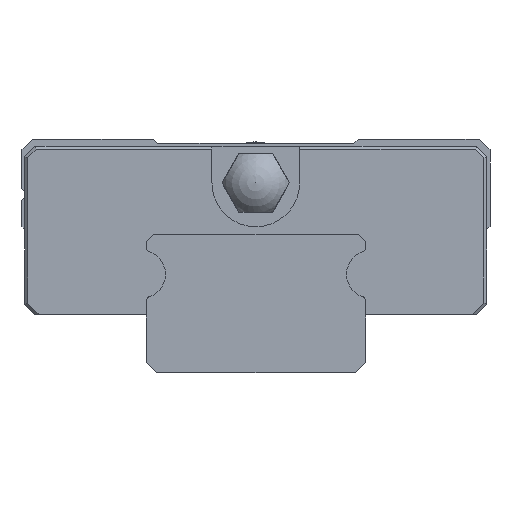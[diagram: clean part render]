
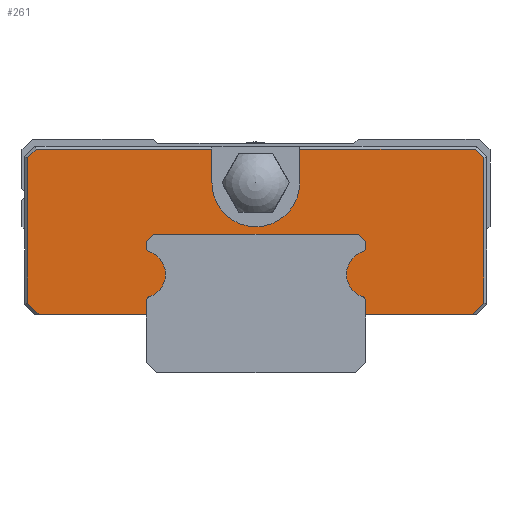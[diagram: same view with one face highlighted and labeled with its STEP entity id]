
A CAD part, front view. The second image highlights one B-rep face of the part: STEP entity #261.
In plain terms, the highlighted planar face has unit normal (0, -1, 0).
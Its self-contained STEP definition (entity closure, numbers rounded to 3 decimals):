
#162=FACE_OUTER_BOUND('',#556,.T.);
#261=ADVANCED_FACE('',(#162),#391,.F.);
#391=PLANE('',#2412);
#556=EDGE_LOOP('',(#909,#910,#911,#912,#913,#914,#915,#916,#917,#918,#919,
#920,#921,#922,#923,#924,#925,#926,#927,#928,#929,#930,#931,#932,#933,#934));
#718=CIRCLE('',#2405,0.3);
#719=CIRCLE('',#2406,1.613);
#720=CIRCLE('',#2407,0.3);
#721=CIRCLE('',#2408,0.3);
#722=CIRCLE('',#2409,1.613);
#723=CIRCLE('',#2410,0.3);
#724=CIRCLE('',#2411,3.);
#909=ORIENTED_EDGE('',*,*,#1619,.T.);
#910=ORIENTED_EDGE('',*,*,#1721,.T.);
#911=ORIENTED_EDGE('',*,*,#1722,.T.);
#912=ORIENTED_EDGE('',*,*,#1723,.F.);
#913=ORIENTED_EDGE('',*,*,#1724,.T.);
#914=ORIENTED_EDGE('',*,*,#1725,.T.);
#915=ORIENTED_EDGE('',*,*,#1726,.T.);
#916=ORIENTED_EDGE('',*,*,#1727,.T.);
#917=ORIENTED_EDGE('',*,*,#1728,.T.);
#918=ORIENTED_EDGE('',*,*,#1729,.T.);
#919=ORIENTED_EDGE('',*,*,#1730,.T.);
#920=ORIENTED_EDGE('',*,*,#1731,.F.);
#921=ORIENTED_EDGE('',*,*,#1732,.T.);
#922=ORIENTED_EDGE('',*,*,#1733,.T.);
#923=ORIENTED_EDGE('',*,*,#1663,.T.);
#924=ORIENTED_EDGE('',*,*,#1734,.T.);
#925=ORIENTED_EDGE('',*,*,#1735,.T.);
#926=ORIENTED_EDGE('',*,*,#1736,.T.);
#927=ORIENTED_EDGE('',*,*,#1737,.T.);
#928=ORIENTED_EDGE('',*,*,#1738,.T.);
#929=ORIENTED_EDGE('',*,*,#1739,.T.);
#930=ORIENTED_EDGE('',*,*,#1740,.T.);
#931=ORIENTED_EDGE('',*,*,#1707,.T.);
#932=ORIENTED_EDGE('',*,*,#1741,.T.);
#933=ORIENTED_EDGE('',*,*,#1742,.T.);
#934=ORIENTED_EDGE('',*,*,#1743,.T.);
#1405=VERTEX_POINT('',#3240);
#1406=VERTEX_POINT('',#3242);
#1447=VERTEX_POINT('',#3332);
#1448=VERTEX_POINT('',#3333);
#1480=VERTEX_POINT('',#3411);
#1482=VERTEX_POINT('',#3415);
#1491=VERTEX_POINT('',#3444);
#1492=VERTEX_POINT('',#3446);
#1493=VERTEX_POINT('',#3448);
#1494=VERTEX_POINT('',#3450);
#1495=VERTEX_POINT('',#3452);
#1496=VERTEX_POINT('',#3454);
#1497=VERTEX_POINT('',#3456);
#1498=VERTEX_POINT('',#3458);
#1499=VERTEX_POINT('',#3460);
#1500=VERTEX_POINT('',#3462);
#1501=VERTEX_POINT('',#3464);
#1502=VERTEX_POINT('',#3466);
#1503=VERTEX_POINT('',#3469);
#1504=VERTEX_POINT('',#3471);
#1505=VERTEX_POINT('',#3473);
#1506=VERTEX_POINT('',#3475);
#1507=VERTEX_POINT('',#3477);
#1508=VERTEX_POINT('',#3479);
#1509=VERTEX_POINT('',#3482);
#1510=VERTEX_POINT('',#3484);
#1619=EDGE_CURVE('',#1406,#1405,#1926,.T.);
#1663=EDGE_CURVE('',#1447,#1448,#1966,.T.);
#1707=EDGE_CURVE('',#1480,#1482,#2003,.T.);
#1721=EDGE_CURVE('',#1405,#1491,#2016,.T.);
#1722=EDGE_CURVE('',#1491,#1492,#718,.T.);
#1723=EDGE_CURVE('',#1493,#1492,#719,.T.);
#1724=EDGE_CURVE('',#1493,#1494,#720,.T.);
#1725=EDGE_CURVE('',#1494,#1495,#2017,.T.);
#1726=EDGE_CURVE('',#1495,#1496,#2018,.T.);
#1727=EDGE_CURVE('',#1496,#1497,#2019,.T.);
#1728=EDGE_CURVE('',#1497,#1498,#2020,.T.);
#1729=EDGE_CURVE('',#1498,#1499,#2021,.T.);
#1730=EDGE_CURVE('',#1499,#1500,#721,.T.);
#1731=EDGE_CURVE('',#1501,#1500,#722,.T.);
#1732=EDGE_CURVE('',#1501,#1502,#723,.T.);
#1733=EDGE_CURVE('',#1502,#1447,#2022,.T.);
#1734=EDGE_CURVE('',#1448,#1503,#2023,.T.);
#1735=EDGE_CURVE('',#1503,#1504,#2024,.T.);
#1736=EDGE_CURVE('',#1504,#1505,#2025,.T.);
#1737=EDGE_CURVE('',#1505,#1506,#2026,.T.);
#1738=EDGE_CURVE('',#1506,#1507,#2027,.T.);
#1739=EDGE_CURVE('',#1507,#1508,#724,.T.);
#1740=EDGE_CURVE('',#1508,#1480,#2028,.T.);
#1741=EDGE_CURVE('',#1482,#1509,#2029,.T.);
#1742=EDGE_CURVE('',#1509,#1510,#2030,.T.);
#1743=EDGE_CURVE('',#1510,#1406,#2031,.T.);
#1926=LINE('',#3241,#2156);
#1966=LINE('',#3331,#2196);
#2003=LINE('',#3416,#2233);
#2016=LINE('',#3443,#2246);
#2017=LINE('',#3451,#2247);
#2018=LINE('',#3453,#2248);
#2019=LINE('',#3455,#2249);
#2020=LINE('',#3457,#2250);
#2021=LINE('',#3459,#2251);
#2022=LINE('',#3467,#2252);
#2023=LINE('',#3468,#2253);
#2024=LINE('',#3470,#2254);
#2025=LINE('',#3472,#2255);
#2026=LINE('',#3474,#2256);
#2027=LINE('',#3476,#2257);
#2028=LINE('',#3480,#2258);
#2029=LINE('',#3481,#2259);
#2030=LINE('',#3483,#2260);
#2031=LINE('',#3485,#2261);
#2156=VECTOR('',#2595,1.);
#2196=VECTOR('',#2653,1.);
#2233=VECTOR('',#2714,1.);
#2246=VECTOR('',#2739,1.);
#2247=VECTOR('',#2746,1.);
#2248=VECTOR('',#2747,1.);
#2249=VECTOR('',#2748,1.);
#2250=VECTOR('',#2749,1.);
#2251=VECTOR('',#2750,1.);
#2252=VECTOR('',#2757,1.);
#2253=VECTOR('',#2758,1.);
#2254=VECTOR('',#2759,1.);
#2255=VECTOR('',#2760,1.);
#2256=VECTOR('',#2761,1.);
#2257=VECTOR('',#2762,1.);
#2258=VECTOR('',#2765,1.);
#2259=VECTOR('',#2766,1.);
#2260=VECTOR('',#2767,1.);
#2261=VECTOR('',#2768,1.);
#2405=AXIS2_PLACEMENT_3D('',#3445,#2740,#2741);
#2406=AXIS2_PLACEMENT_3D('',#3447,#2742,#2743);
#2407=AXIS2_PLACEMENT_3D('',#3449,#2744,#2745);
#2408=AXIS2_PLACEMENT_3D('',#3461,#2751,#2752);
#2409=AXIS2_PLACEMENT_3D('',#3463,#2753,#2754);
#2410=AXIS2_PLACEMENT_3D('',#3465,#2755,#2756);
#2411=AXIS2_PLACEMENT_3D('',#3478,#2763,#2764);
#2412=AXIS2_PLACEMENT_3D('',#3486,#2769,#2770);
#2595=DIRECTION('',(1.,0.,0.));
#2653=DIRECTION('',(1.,0.,0.));
#2714=DIRECTION('',(-1.,0.,0.));
#2739=DIRECTION('',(0.,0.,1.));
#2740=DIRECTION('',(0.,1.,0.));
#2741=DIRECTION('',(0.,0.,1.));
#2742=DIRECTION('',(0.,1.,0.));
#2743=DIRECTION('',(0.,0.,1.));
#2744=DIRECTION('',(0.,1.,0.));
#2745=DIRECTION('',(0.,0.,1.));
#2746=DIRECTION('',(0.,0.,1.));
#2747=DIRECTION('',(0.707,0.,0.707));
#2748=DIRECTION('',(1.,0.,0.));
#2749=DIRECTION('',(0.707,0.,-0.707));
#2750=DIRECTION('',(0.,0.,-1.));
#2751=DIRECTION('',(0.,1.,0.));
#2752=DIRECTION('',(0.,0.,1.));
#2753=DIRECTION('',(0.,1.,0.));
#2754=DIRECTION('',(0.,0.,1.));
#2755=DIRECTION('',(0.,1.,0.));
#2756=DIRECTION('',(0.,0.,1.));
#2757=DIRECTION('',(0.,0.,-1.));
#2758=DIRECTION('',(0.707,0.,0.707));
#2759=DIRECTION('',(0.,0.,1.));
#2760=DIRECTION('',(-0.707,0.,0.707));
#2761=DIRECTION('',(-1.,0.,0.));
#2762=DIRECTION('',(0.,0.,-1.));
#2763=DIRECTION('',(0.,1.,0.));
#2764=DIRECTION('',(1.,0.,0.));
#2765=DIRECTION('',(0.,0.,1.));
#2766=DIRECTION('',(-0.707,0.,-0.707));
#2767=DIRECTION('',(0.,0.,-1.));
#2768=DIRECTION('',(0.707,0.,-0.707));
#2769=DIRECTION('',(0.,1.,0.));
#2770=DIRECTION('',(0.,0.,1.));
#3240=CARTESIAN_POINT('',(-4719.717,-615.517,4.));
#3241=CARTESIAN_POINT('',(-4727.332,-615.517,4.));
#3242=CARTESIAN_POINT('',(-4727.049,-615.517,4.));
#3331=CARTESIAN_POINT('',(-4727.332,-615.517,4.));
#3332=CARTESIAN_POINT('',(-4704.717,-615.517,4.));
#3333=CARTESIAN_POINT('',(-4697.415,-615.517,4.));
#3411=CARTESIAN_POINT('',(-4715.232,-615.517,15.3));
#3415=CARTESIAN_POINT('',(-4727.249,-615.517,15.3));
#3416=CARTESIAN_POINT('',(-4712.232,-615.517,15.3));
#3443=CARTESIAN_POINT('',(-4719.717,-615.517,-11.1));
#3444=CARTESIAN_POINT('',(-4719.71,-615.517,4.937));
#3445=CARTESIAN_POINT('',(-4719.404,-615.517,4.937));
#3446=CARTESIAN_POINT('',(-4719.5,-615.517,5.222));
#3447=CARTESIAN_POINT('',(-4720.017,-615.517,6.75));
#3448=CARTESIAN_POINT('',(-4719.5,-615.517,8.278));
#3449=CARTESIAN_POINT('',(-4719.404,-615.517,8.563));
#3450=CARTESIAN_POINT('',(-4719.704,-615.517,8.563));
#3451=CARTESIAN_POINT('',(-4719.704,-615.517,-11.1));
#3452=CARTESIAN_POINT('',(-4719.704,-615.517,9.));
#3453=CARTESIAN_POINT('',(-4726.018,-615.517,2.686));
#3454=CARTESIAN_POINT('',(-4719.204,-615.517,9.5));
#3455=CARTESIAN_POINT('',(-4712.232,-615.517,9.5));
#3456=CARTESIAN_POINT('',(-4705.229,-615.517,9.5));
#3457=CARTESIAN_POINT('',(-4698.43,-615.517,2.701));
#3458=CARTESIAN_POINT('',(-4704.729,-615.517,9.));
#3459=CARTESIAN_POINT('',(-4704.729,-615.517,-11.1));
#3460=CARTESIAN_POINT('',(-4704.729,-615.517,8.563));
#3461=CARTESIAN_POINT('',(-4705.029,-615.517,8.563));
#3462=CARTESIAN_POINT('',(-4704.933,-615.517,8.278));
#3463=CARTESIAN_POINT('',(-4704.417,-615.517,6.75));
#3464=CARTESIAN_POINT('',(-4704.933,-615.517,5.222));
#3465=CARTESIAN_POINT('',(-4705.029,-615.517,4.937));
#3466=CARTESIAN_POINT('',(-4704.723,-615.517,4.937));
#3467=CARTESIAN_POINT('',(-4704.717,-615.517,-11.1));
#3468=CARTESIAN_POINT('',(-4712.373,-615.517,-10.959));
#3469=CARTESIAN_POINT('',(-4696.632,-615.517,4.783));
#3470=CARTESIAN_POINT('',(-4696.632,-615.517,-11.1));
#3471=CARTESIAN_POINT('',(-4696.632,-615.517,14.717));
#3472=CARTESIAN_POINT('',(-4691.523,-615.517,9.609));
#3473=CARTESIAN_POINT('',(-4697.215,-615.517,15.3));
#3474=CARTESIAN_POINT('',(-4712.232,-615.517,15.3));
#3475=CARTESIAN_POINT('',(-4709.232,-615.517,15.3));
#3476=CARTESIAN_POINT('',(-4709.232,-615.517,15.5));
#3477=CARTESIAN_POINT('',(-4709.232,-615.517,13.));
#3478=CARTESIAN_POINT('',(-4712.232,-615.517,13.));
#3479=CARTESIAN_POINT('',(-4715.232,-615.517,13.));
#3480=CARTESIAN_POINT('',(-4715.232,-615.517,13.));
#3481=CARTESIAN_POINT('',(-4732.94,-615.517,9.609));
#3482=CARTESIAN_POINT('',(-4727.832,-615.517,14.717));
#3483=CARTESIAN_POINT('',(-4727.832,-615.517,-11.1));
#3484=CARTESIAN_POINT('',(-4727.832,-615.517,4.783));
#3485=CARTESIAN_POINT('',(-4712.09,-615.517,-10.959));
#3486=CARTESIAN_POINT('',(-4712.232,-615.517,-11.1));
